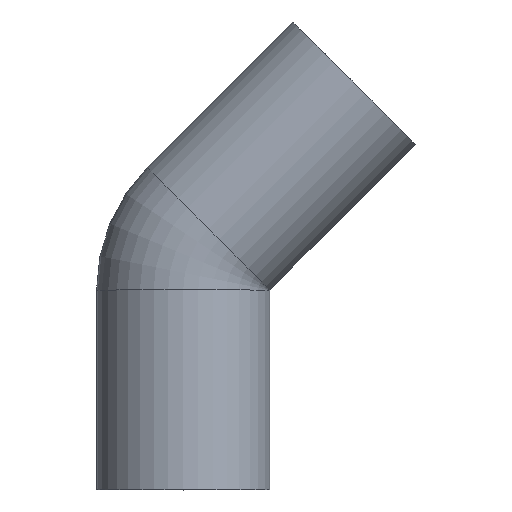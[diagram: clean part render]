
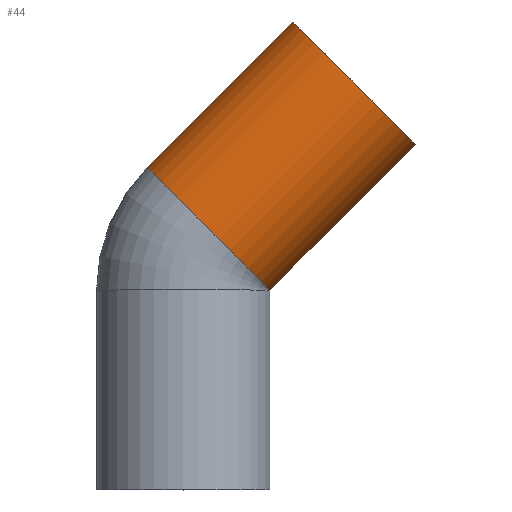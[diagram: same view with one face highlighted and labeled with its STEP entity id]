
A CAD part, top view. The second image highlights one B-rep face of the part: STEP entity #44.
In plain terms, the highlighted cylindrical face has radius 37.5 mm (diameter 75 mm), a partial arc.
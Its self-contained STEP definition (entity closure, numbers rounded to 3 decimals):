
#29 = ORIENTED_EDGE ( 'NONE', *, *, #238, .T. ) ;
#30 = DIRECTION ( 'NONE',  ( 0.707, 0.707, 0. ) ) ;
#31 = VERTEX_POINT ( 'NONE', #388 ) ;
#33 = ORIENTED_EDGE ( 'NONE', *, *, #160, .T. ) ;
#41 = ORIENTED_EDGE ( 'NONE', *, *, #185, .F. ) ;
#44 = ADVANCED_FACE ( 'NONE', ( #314 ), #411, .T. ) ;
#46 = ORIENTED_EDGE ( 'NONE', *, *, #145, .F. ) ;
#72 = CARTESIAN_POINT ( 'NONE',  ( 47.483, 202.517, 0. ) ) ;
#105 = AXIS2_PLACEMENT_3D ( 'NONE', #351, #30, #196 ) ;
#108 = LINE ( 'NONE', #265, #183 ) ;
#110 = CARTESIAN_POINT ( 'NONE',  ( 74., 176., 0. ) ) ;
#111 = VERTEX_POINT ( 'NONE', #224 ) ;
#115 = CIRCLE ( 'NONE', #105, 37.5 ) ;
#127 = AXIS2_PLACEMENT_3D ( 'NONE', #110, #267, #373 ) ;
#135 = CARTESIAN_POINT ( 'NONE',  ( 10.983, 112.983, 0. ) ) ;
#138 = CIRCLE ( 'NONE', #127, 37.5 ) ;
#145 = EDGE_CURVE ( 'NONE', #31, #222, #188, .T. ) ;
#160 = EDGE_CURVE ( 'NONE', #197, #111, #108, .T. ) ;
#181 = VECTOR ( 'NONE', #415, 1000. ) ;
#183 = VECTOR ( 'NONE', #372, 1000. ) ;
#185 = EDGE_CURVE ( 'NONE', #222, #111, #138, .T. ) ;
#188 = LINE ( 'NONE', #321, #181 ) ;
#196 = DIRECTION ( 'NONE',  ( 0., 0., 1. ) ) ;
#197 = VERTEX_POINT ( 'NONE', #350 ) ;
#215 = EDGE_LOOP ( 'NONE', ( #29, #33, #41, #46 ) ) ;
#222 = VERTEX_POINT ( 'NONE', #72 ) ;
#224 = CARTESIAN_POINT ( 'NONE',  ( 100.517, 149.483, 0. ) ) ;
#238 = EDGE_CURVE ( 'NONE', #31, #197, #115, .T. ) ;
#265 = CARTESIAN_POINT ( 'NONE',  ( 37.5, 86.467, 0. ) ) ;
#267 = DIRECTION ( 'NONE',  ( 0.707, 0.707, 0. ) ) ;
#288 = DIRECTION ( 'NONE',  ( 0.707, 0.707, 0. ) ) ;
#310 = AXIS2_PLACEMENT_3D ( 'NONE', #135, #288, #390 ) ;
#314 = FACE_OUTER_BOUND ( 'NONE', #215, .T. ) ;
#321 = CARTESIAN_POINT ( 'NONE',  ( -15.533, 139.5, 0. ) ) ;
#350 = CARTESIAN_POINT ( 'NONE',  ( 37.5, 86.467, 0. ) ) ;
#351 = CARTESIAN_POINT ( 'NONE',  ( 10.983, 112.983, 0. ) ) ;
#372 = DIRECTION ( 'NONE',  ( 0.707, 0.707, 0. ) ) ;
#373 = DIRECTION ( 'NONE',  ( 0., 0., 1. ) ) ;
#388 = CARTESIAN_POINT ( 'NONE',  ( -15.533, 139.5, 0. ) ) ;
#390 = DIRECTION ( 'NONE',  ( -0.707, 0.707, 0. ) ) ;
#411 = CYLINDRICAL_SURFACE ( 'NONE', #310, 37.5 ) ;
#415 = DIRECTION ( 'NONE',  ( 0.707, 0.707, 0. ) ) ;
